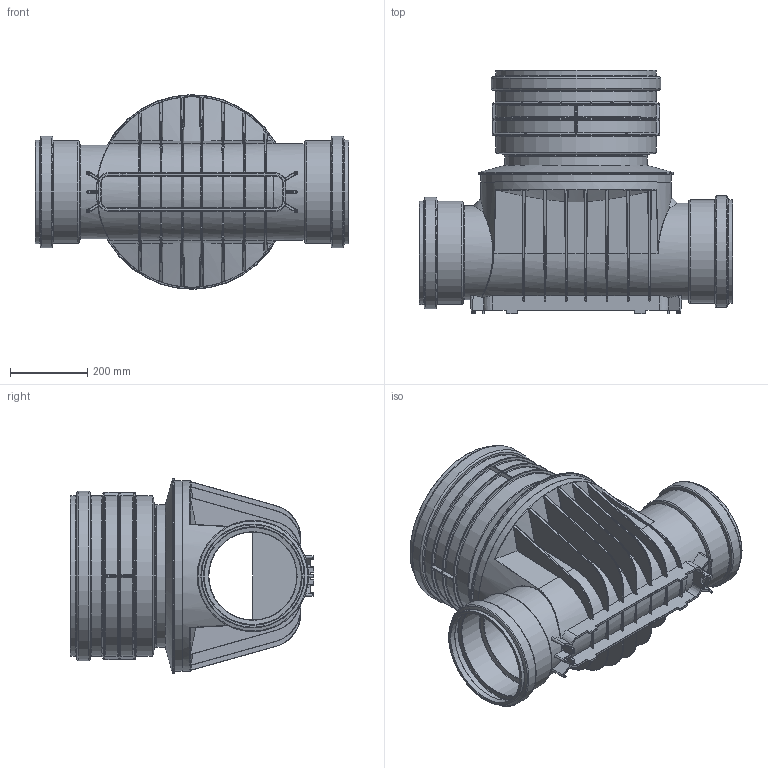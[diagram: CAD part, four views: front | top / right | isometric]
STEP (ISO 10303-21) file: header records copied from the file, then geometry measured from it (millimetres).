
FILE_DESCRIPTION(/* description */ (''),/* implementation_level */ '2;1');
FILE_NAME(/* name */ '660060z.stp',/* time_stamp */ '2023-12-11T11:10:08+01:00',/* author */ ('corinna'),/* organization */ (''),/* preprocessor_version */ 'ST-DEVELOPER v20',/* originating_system */ 'Autodesk Inventor 2024',/* authorisation */ '');
FILE_SCHEMA (('AUTOMOTIVE_DESIGN { 1 0 10303 214 3 1 1 }'));
Products named in the file (4): 660060z; 660060 Teil 1; 660060 Teil 2; 660060 Teil 3
Assembly tree (3 placements, depth 2):
  660060z
    660060 Teil 1
    660060 Teil 2
    660060 Teil 3
Bounding box: 810 x 629.5 x 502.9 mm (x, y, z)
Volume: 10007083.8 mm3; surface area: 3116146.4 mm2
Topology: 3 solids, 3 shells, 1126 faces, 2857 edges, 1736 vertices
Faces by surface type: bspline 342, cylinder 340, plane 206, torus 129, cone 73, sphere 36
Full cylindrical faces by diameter (mm): 227.5 x1, 234.5 x1, 242.5 x1, 249.5 x1, 252.5 x2, 253 x4, 266.5 x2, 267 x2, 273.5 x1, 274 x1, 287.5 x1, 288 x1, 356.2 x2, 367.2 x2, 404 x2, 415 x3, 427.1 x1, 432 x2, 438.1 x1, 477 x2, 493 x2, 503 x1
Entity records: 47480 total; most frequent: CARTESIAN_POINT 21934, ORIENTED_EDGE 5710, DIRECTION 4911, EDGE_CURVE 2855, AXIS2_PLACEMENT_3D 2032, VERTEX_POINT 1736, EDGE_LOOP 1135, FACE_OUTER_BOUND 1126
